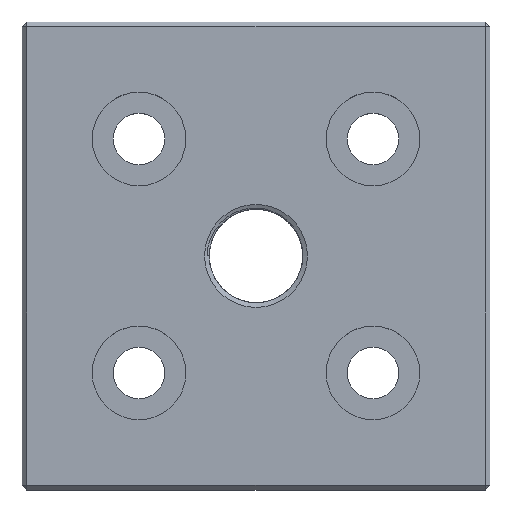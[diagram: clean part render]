
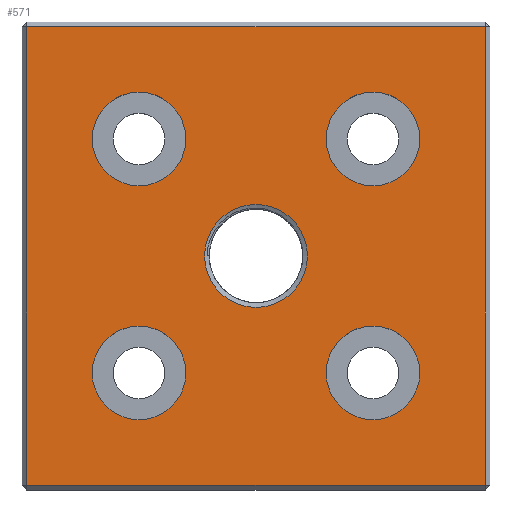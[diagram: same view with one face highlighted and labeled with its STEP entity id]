
A CAD part, top view. The second image highlights one B-rep face of the part: STEP entity #571.
In plain terms, the highlighted planar face has unit normal (0, 0, 1).
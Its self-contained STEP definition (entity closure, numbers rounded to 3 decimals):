
#40=FACE_BOUND('',#136,.T.);
#41=FACE_BOUND('',#137,.T.);
#42=FACE_BOUND('',#138,.T.);
#43=FACE_BOUND('',#139,.T.);
#44=FACE_BOUND('',#140,.T.);
#45=FACE_BOUND('',#141,.T.);
#64=CIRCLE('',#613,10.);
#65=CIRCLE('',#614,10.);
#66=CIRCLE('',#615,10.);
#67=CIRCLE('',#616,10.);
#68=CIRCLE('',#617,11.);
#136=EDGE_LOOP('',(#440));
#137=EDGE_LOOP('',(#441));
#138=EDGE_LOOP('',(#442));
#139=EDGE_LOOP('',(#443));
#140=EDGE_LOOP('',(#444));
#141=EDGE_LOOP('',(#445,#446,#447,#448));
#196=LINE('',#837,#237);
#198=LINE('',#840,#239);
#203=LINE('',#849,#244);
#211=LINE('',#864,#252);
#237=VECTOR('',#678,98.);
#239=VECTOR('',#682,98.);
#244=VECTOR('',#691,98.);
#252=VECTOR('',#705,98.);
#267=VERTEX_POINT('',#811);
#268=VERTEX_POINT('',#815);
#273=VERTEX_POINT('',#825);
#276=VERTEX_POINT('',#832);
#285=VERTEX_POINT('',#876);
#286=VERTEX_POINT('',#878);
#287=VERTEX_POINT('',#880);
#288=VERTEX_POINT('',#882);
#289=VERTEX_POINT('',#884);
#328=EDGE_CURVE('',#268,#276,#196,.T.);
#330=EDGE_CURVE('',#276,#273,#198,.T.);
#335=EDGE_CURVE('',#273,#267,#203,.T.);
#343=EDGE_CURVE('',#267,#268,#211,.T.);
#349=EDGE_CURVE('',#285,#285,#64,.T.);
#350=EDGE_CURVE('',#286,#286,#65,.T.);
#351=EDGE_CURVE('',#287,#287,#66,.T.);
#352=EDGE_CURVE('',#288,#288,#67,.T.);
#353=EDGE_CURVE('',#289,#289,#68,.T.);
#440=ORIENTED_EDGE('',*,*,#349,.T.);
#441=ORIENTED_EDGE('',*,*,#350,.T.);
#442=ORIENTED_EDGE('',*,*,#351,.T.);
#443=ORIENTED_EDGE('',*,*,#352,.T.);
#444=ORIENTED_EDGE('',*,*,#353,.T.);
#445=ORIENTED_EDGE('',*,*,#328,.F.);
#446=ORIENTED_EDGE('',*,*,#343,.F.);
#447=ORIENTED_EDGE('',*,*,#335,.F.);
#448=ORIENTED_EDGE('',*,*,#330,.F.);
#548=PLANE('',#612);
#571=ADVANCED_FACE('',(#40,#41,#42,#43,#44,#45),#548,.T.);
#612=AXIS2_PLACEMENT_3D('',#875,#717,#718);
#613=AXIS2_PLACEMENT_3D('',#877,#719,#720);
#614=AXIS2_PLACEMENT_3D('',#879,#721,#722);
#615=AXIS2_PLACEMENT_3D('',#881,#723,#724);
#616=AXIS2_PLACEMENT_3D('',#883,#725,#726);
#617=AXIS2_PLACEMENT_3D('',#885,#727,#728);
#678=DIRECTION('',(0.,-1.,0.));
#682=DIRECTION('',(-1.,0.,0.));
#691=DIRECTION('',(0.,1.,0.));
#705=DIRECTION('',(1.,0.,0.));
#717=DIRECTION('center_axis',(0.,0.,1.));
#718=DIRECTION('ref_axis',(1.,0.,0.));
#719=DIRECTION('center_axis',(0.,0.,-1.));
#720=DIRECTION('ref_axis',(1.,0.,0.));
#721=DIRECTION('center_axis',(0.,0.,-1.));
#722=DIRECTION('ref_axis',(1.,0.,0.));
#723=DIRECTION('center_axis',(0.,0.,-1.));
#724=DIRECTION('ref_axis',(1.,0.,0.));
#725=DIRECTION('center_axis',(0.,0.,-1.));
#726=DIRECTION('ref_axis',(1.,0.,0.));
#727=DIRECTION('center_axis',(0.,0.,-1.));
#728=DIRECTION('ref_axis',(-1.,0.,0.));
#811=CARTESIAN_POINT('',(-49.,49.,15.));
#815=CARTESIAN_POINT('',(49.,49.,15.));
#825=CARTESIAN_POINT('',(-49.,-49.,15.));
#832=CARTESIAN_POINT('',(49.,-49.,15.));
#837=CARTESIAN_POINT('',(49.,25.,15.));
#840=CARTESIAN_POINT('',(25.,-49.,15.));
#849=CARTESIAN_POINT('',(-49.,-25.,15.));
#864=CARTESIAN_POINT('',(-25.,49.,15.));
#875=CARTESIAN_POINT('Origin',(0.,0.,15.));
#876=CARTESIAN_POINT('',(35.,25.,15.));
#877=CARTESIAN_POINT('Origin',(25.,25.,15.));
#878=CARTESIAN_POINT('',(-15.,25.,15.));
#879=CARTESIAN_POINT('Origin',(-25.,25.,15.));
#880=CARTESIAN_POINT('',(-15.,-25.,15.));
#881=CARTESIAN_POINT('Origin',(-25.,-25.,15.));
#882=CARTESIAN_POINT('',(35.,-25.,15.));
#883=CARTESIAN_POINT('Origin',(25.,-25.,15.));
#884=CARTESIAN_POINT('',(-11.,0.,15.));
#885=CARTESIAN_POINT('Origin',(0.,0.,15.));
